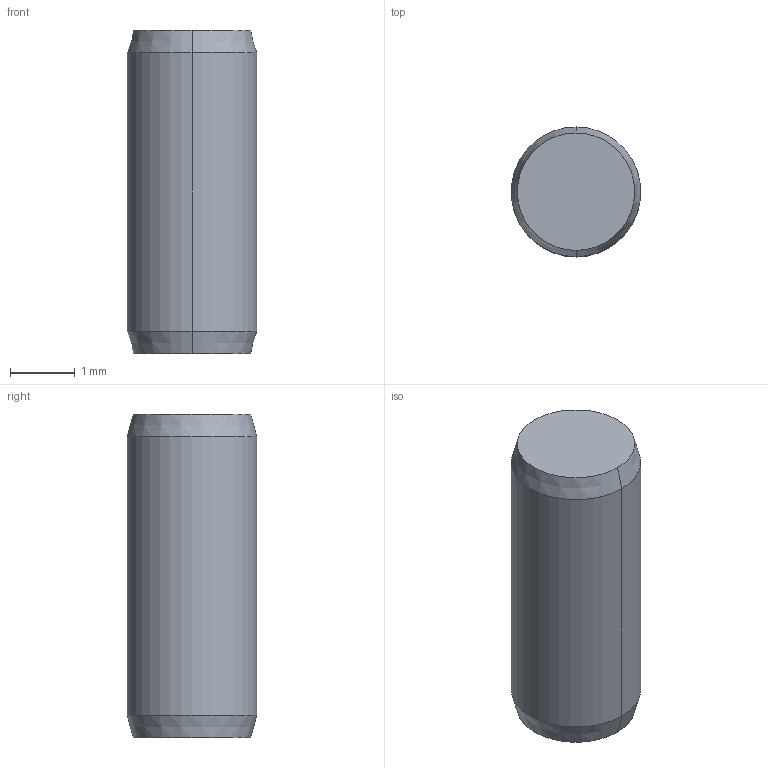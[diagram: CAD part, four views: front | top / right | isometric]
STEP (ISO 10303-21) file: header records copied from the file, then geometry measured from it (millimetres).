
FILE_DESCRIPTION((''),'2;1');
FILE_NAME('S2-5--_-_I2338_B','2025-03-20T09:25:45',('lprotopapa'),(''),'CREO PARAMETRIC BY PTC INC, 2024094','CREO PARAMETRIC BY PTC INC, 2024094','');
FILE_SCHEMA(('CONFIG_CONTROL_DESIGN'));
Length unit declared in the file: millimetre
Products named in the file (1): S2-5--_-_I2338_B
Bounding box: 2 x 2 x 5 mm (x, y, z)
Volume: 15.5 mm3; surface area: 36.5 mm2
Topology: 1 solids, 1 shells, 8 faces, 14 edges, 8 vertices
Faces by surface type: cone 4, plane 2, cylinder 2
Entity records: 232 total; most frequent: DIRECTION 38, CARTESIAN_POINT 30, ORIENTED_EDGE 28, AXIS2_PLACEMENT_3D 16, EDGE_CURVE 14, VERTEX_POINT 8, EDGE_LOOP 8, FACE_OUTER_BOUND 8
